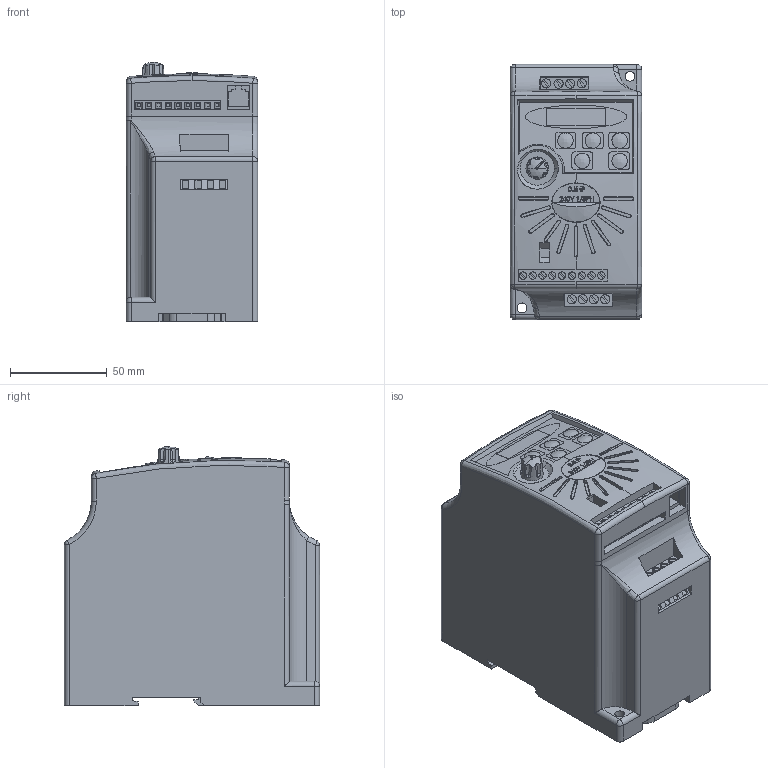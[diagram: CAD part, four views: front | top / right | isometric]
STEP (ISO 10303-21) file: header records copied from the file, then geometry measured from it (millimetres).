
FILE_DESCRIPTION (( 'STEP AP214' ), '1' );
FILE_NAME ('GS1-20P5.step', '2014-07-21T20:28:47', ( '' ), ( '' ), 'SwSTEP 2.0', 'SolidWorks 2013', '' );
FILE_SCHEMA (( 'AUTOMOTIVE_DESIGN' ));
Length unit declared in the file: inch
Products named in the file (1): GS1-20P5
Bounding box: 68.07 x 132.08 x 134.23 mm (x, y, z)
Volume: 1007892.4 mm3; surface area: 70628.7 mm2
Topology: 1 solids, 1 shells, 902 faces, 2266 edges, 1447 vertices
Faces by surface type: plane 559, cylinder 168, bspline 129, sphere 26, torus 15, cone 5
Entity records: 42344 total; most frequent: CARTESIAN_POINT 13463, ORIENTED_EDGE 4512, DIRECTION 3953, EDGE_CURVE 2256, VERTEX_POINT 1447, VECTOR 1429, LINE 1429, AXIS2_PLACEMENT_3D 1262
